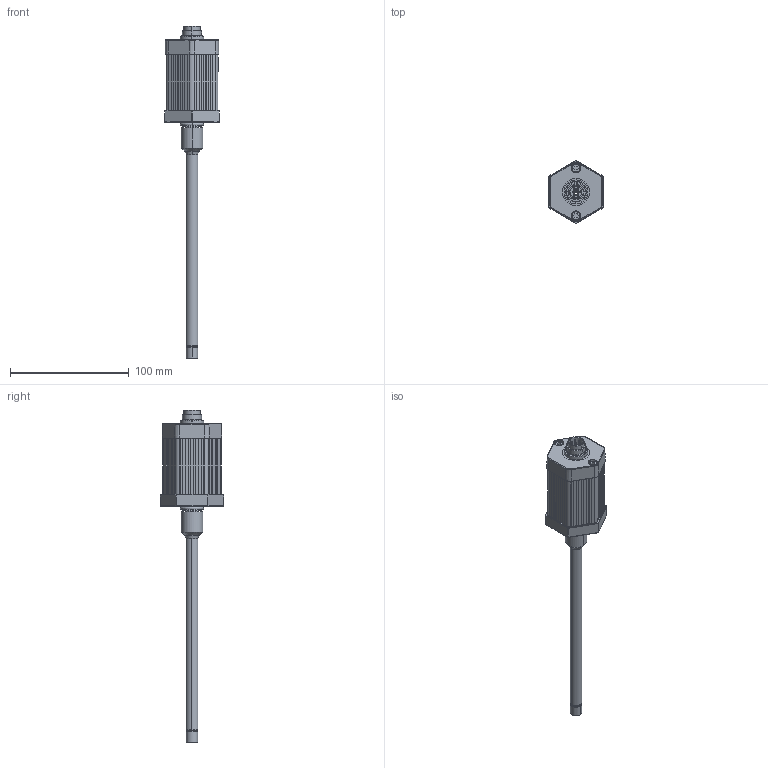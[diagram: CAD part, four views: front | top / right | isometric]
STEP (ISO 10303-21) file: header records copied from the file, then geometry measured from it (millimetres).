
FILE_DESCRIPTION (( 'STEP AP214' ), '1' );
FILE_NAME ('TH1-0100-106-___-103.STEP', '2014-07-09T08:46:18', ( 'dummy' ), ( 'Microsoft' ), 'SwSTEP 2.0', 'SolidWorks 2013', '' );
FILE_SCHEMA (( 'AUTOMOTIVE_DESIGN' ));
Length unit declared in the file: millimetre
Products named in the file (1): TH1-0100-106-___-103
Bounding box: 46 x 52.96 x 279 mm (x, y, z)
Surface area: 25609.7 mm2 (no closed solid volume)
Topology: 0 solids, 64 shells, 534 faces, 2938 edges, 2418 vertices
Faces by surface type: plane 299, cylinder 120, torus 46, cone 30, bspline 25, sphere 14
Entity records: 39935 total; most frequent: CARTESIAN_POINT 13604, ORIENTED_EDGE 3647, DIRECTION 3546, EDGE_CURVE 2911, VERTEX_POINT 2405, VECTOR 1660, LINE 1660, AXIS2_PLACEMENT_3D 943
